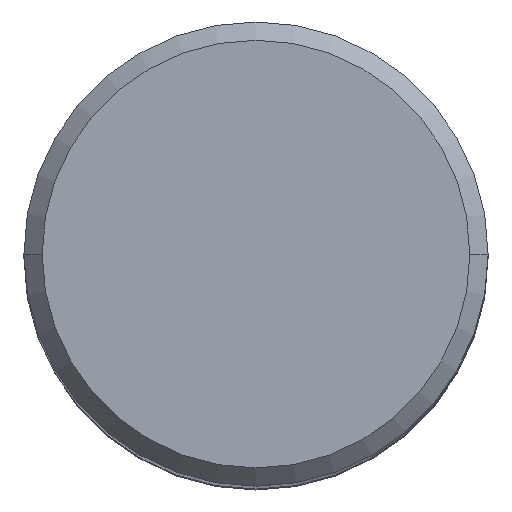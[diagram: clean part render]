
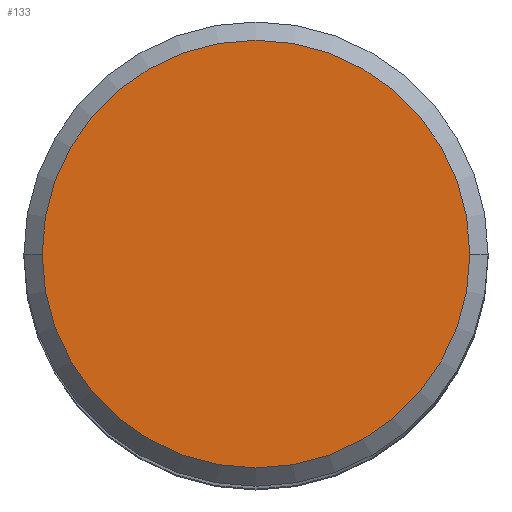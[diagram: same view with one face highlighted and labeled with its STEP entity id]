
A CAD part, top view. The second image highlights one B-rep face of the part: STEP entity #133.
In plain terms, the highlighted planar face has unit normal (0, 0, 1).
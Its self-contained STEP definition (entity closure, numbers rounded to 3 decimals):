
#32=PLANE('',#1094);
#133=ADVANCED_FACE('',(#209),#32,.F.);
#209=FACE_OUTER_BOUND('',#267,.T.);
#267=EDGE_LOOP('',(#479,#480,#481,#482));
#479=ORIENTED_EDGE('',*,*,#707,.F.);
#480=ORIENTED_EDGE('',*,*,#708,.F.);
#481=ORIENTED_EDGE('',*,*,#706,.F.);
#482=ORIENTED_EDGE('',*,*,#705,.F.);
#587=VERTEX_POINT('',#2450);
#588=VERTEX_POINT('',#2452);
#589=VERTEX_POINT('',#2454);
#590=VERTEX_POINT('',#2458);
#705=EDGE_CURVE('',#588,#589,#837,.T.);
#706=EDGE_CURVE('',#589,#587,#838,.T.);
#707=EDGE_CURVE('',#590,#588,#839,.T.);
#708=EDGE_CURVE('',#587,#590,#840,.T.);
#837=CIRCLE('',#1089,11.7);
#838=CIRCLE('',#1090,11.7);
#839=CIRCLE('',#1092,11.7);
#840=CIRCLE('',#1093,11.7);
#1089=AXIS2_PLACEMENT_3D('',#2453,#1302,#1303);
#1090=AXIS2_PLACEMENT_3D('',#2455,#1304,#1305);
#1092=AXIS2_PLACEMENT_3D('',#2457,#1308,#1309);
#1093=AXIS2_PLACEMENT_3D('',#2459,#1310,#1311);
#1094=AXIS2_PLACEMENT_3D('',#2460,#1312,#1313);
#1302=DIRECTION('',(0.,0.,-1.));
#1303=DIRECTION('',(1.,0.,0.));
#1304=DIRECTION('',(0.,0.,-1.));
#1305=DIRECTION('',(0.,-1.,0.));
#1308=DIRECTION('',(0.,0.,-1.));
#1309=DIRECTION('',(0.,1.,0.));
#1310=DIRECTION('',(0.,0.,-1.));
#1311=DIRECTION('',(-1.,0.,0.));
#1312=DIRECTION('',(0.,0.,-1.));
#1313=DIRECTION('',(1.,0.,0.));
#2450=CARTESIAN_POINT('',(-11.7,0.,43.656));
#2452=CARTESIAN_POINT('',(11.7,0.,43.656));
#2453=CARTESIAN_POINT('',(0.,0.,43.656));
#2454=CARTESIAN_POINT('',(0.,-11.7,43.656));
#2455=CARTESIAN_POINT('',(0.,0.,43.656));
#2457=CARTESIAN_POINT('',(0.,0.,43.656));
#2458=CARTESIAN_POINT('',(0.,11.7,43.656));
#2459=CARTESIAN_POINT('',(0.,0.,43.656));
#2460=CARTESIAN_POINT('',(0.,0.,43.656));
